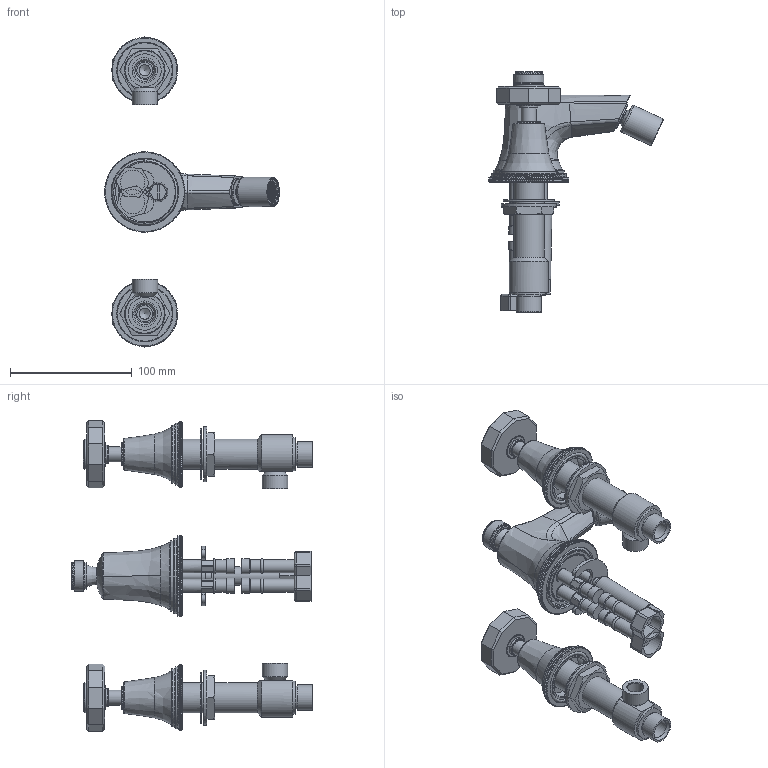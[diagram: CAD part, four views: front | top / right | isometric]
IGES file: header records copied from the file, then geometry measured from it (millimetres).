
Global section: file name: V6KA13-D-NP; native system: Autodesk Inventor 2018; preprocessor: unknown; author: aduggalther; date: 20180912.122352; units: millimetre
Bounding box: 143.57 x 197.5 x 255.2 mm (x, y, z)
Volume: 451597 mm3; surface area: 178274.9 mm2
Topology: 51 solids, 55 shells, 4324 faces, 11347 edges, 7414 vertices
Faces by surface type: bspline 4324
